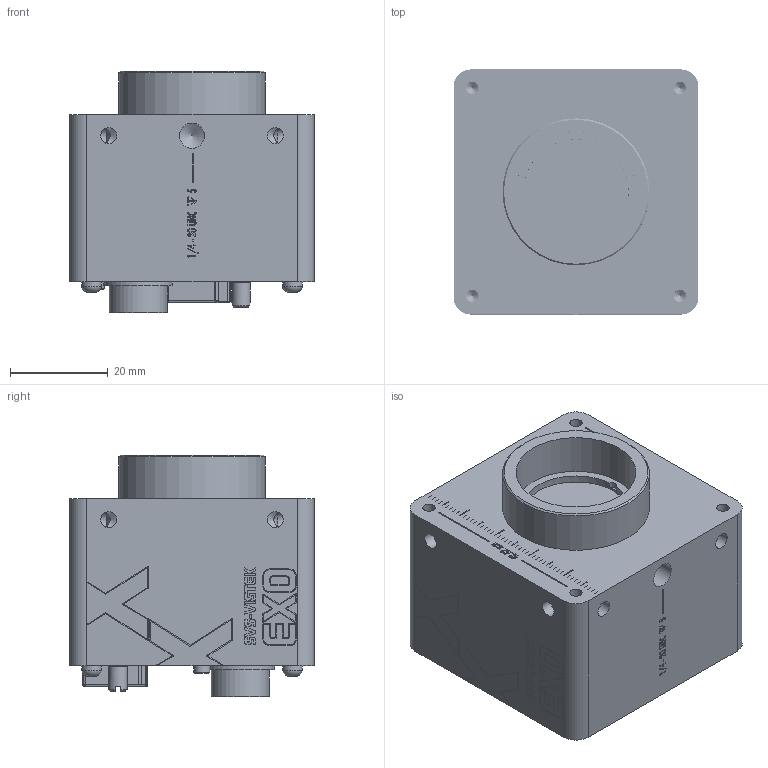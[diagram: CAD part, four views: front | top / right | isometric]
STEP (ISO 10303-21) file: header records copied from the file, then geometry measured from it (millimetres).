
FILE_DESCRIPTION (( 'STEP AP214' ), '1' );
FILE_NAME ('F002182-01001 EXO250 MGE POE.STEP', '2021-10-27T14:00:20', ( '' ), ( '' ), 'SwSTEP 2.0', 'SolidWorks 2021', '' );
FILE_SCHEMA (( 'AUTOMOTIVE_DESIGN' ));
Length unit declared in the file: millimetre
Products named in the file (16): IMX250 Base; F002182-01001 EXO250 MGE POE; E002972-01001 Rückplatte EXO GE POE; N000061-00000 Schraube M2x12 Torx ISO14583_M2x12; E002640-02001 Filterhalter C-Mount Sternform mit Elox und Gleitlack; IMX250 Glass; E002082 Lichtleiter Mentor 1282.2000; E002996-01001 Distanzhülse d4,0 d2,2 l5,3 verzinnt; E000002-01001 Abstandshalter M2x5_Abstandshalter M2x5; GE-Honda; E006023-01001 EXO POE Kühlblech; IMX250; E004000-01001 Filter IR-Cut 680nm d24; N000068-00000 Abstandsbolzen M2x8_Abstandshalter M2x8; E002081-01001 Connector HRS10A-12R-12PB; E002384-03001 EXO Frontplatte IMX25x_Step
Assembly tree (27 placements, depth 3):
  F002182-01001 EXO250 MGE POE
    E002384-03001 EXO Frontplatte IMX25x_Step
    E002972-01001 Rückplatte EXO GE POE
    IMX250
      IMX250 Base
      IMX250 Glass
    E004000-01001 Filter IR-Cut 680nm d24
    E002640-02001 Filterhalter C-Mount Sternform mit Elox und Gleitlack
    E002081-01001 Connector HRS10A-12R-12PB
    E002082 Lichtleiter Mentor 1282.2000
    E000002-01001 Abstandshalter M2x5_Abstandshalter M2x5  x4
    N000068-00000 Abstandsbolzen M2x8_Abstandshalter M2x8  x4
    N000061-00000 Schraube M2x12 Torx ISO14583_M2x12  x4
    GE-Honda
    E002996-01001 Distanzhülse d4,0 d2,2 l5,3 verzinnt  x4
    E006023-01001 EXO POE Kühlblech
Bounding box: 50 x 50 x 49.27 mm (x, y, z)
Volume: 35215.5 mm3; surface area: 40730.6 mm2
Topology: 53 solids, 53 shells, 4615 faces, 12010 edges, 7691 vertices
Faces by surface type: plane 2432, bspline 1102, cylinder 700, cone 363, sphere 12, torus 6
Full cylindrical faces by diameter (mm): 0.62 x1, 0.8 x36, 1 x12, 1.5 x4, 1.6 x6, 1.674 x92, 2 x29, 2.1 x4, 2.2 x12, 2.5 x4, 2.8 x1, 2.85 x1, 3 x4, 3.2 x1, 3.3 x8, 3.8 x2, 4 x8, 5.105 x1, 9 x1, 10.3 x1, 11 x1, 11.5 x1, 11.8 x1, 14 x2, 20 x1, 21.5 x1, 24 x1, 24.5 x1, 25.4 x1, 30 x1
Entity records: 174169 total; most frequent: CARTESIAN_POINT 55785, ORIENTED_EDGE 20242, DIRECTION 14829, EDGE_CURVE 10121, LINE 7067, VECTOR 7067, VERTEX_POINT 6733, EDGE_LOOP 4410
